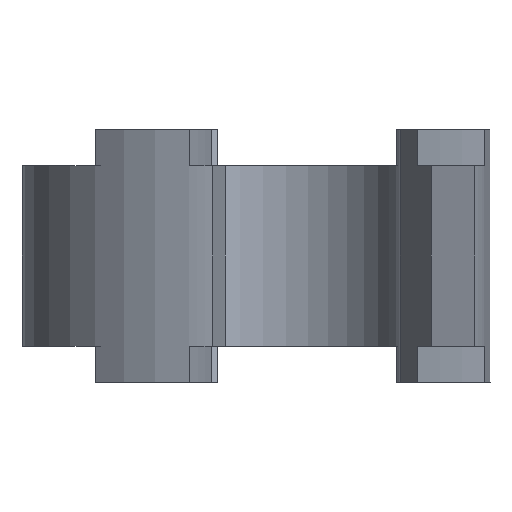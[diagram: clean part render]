
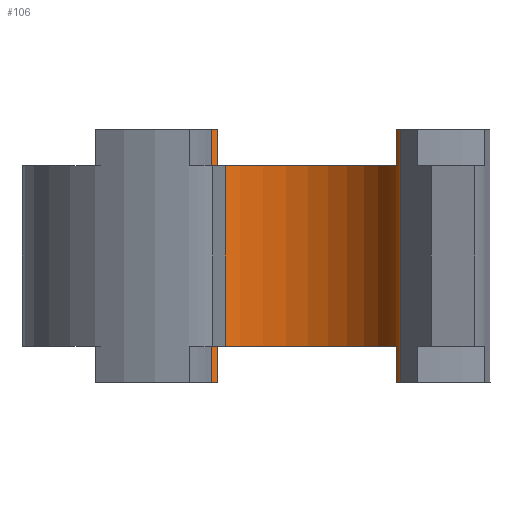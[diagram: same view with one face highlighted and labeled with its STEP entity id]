
A CAD part, left-side view. The second image highlights one B-rep face of the part: STEP entity #106.
In plain terms, the highlighted cylindrical face has radius 8 mm (diameter 16 mm), a partial arc.
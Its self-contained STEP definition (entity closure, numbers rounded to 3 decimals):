
#106 = ADVANCED_FACE( '', ( #249 ), #250, .F. );
#249 = FACE_OUTER_BOUND( '', #723, .T. );
#250 = CYLINDRICAL_SURFACE( '', #724, 8. );
#723 = EDGE_LOOP( '', ( #1987, #1988, #1989, #1990, #1991, #1992, #1993, #1994, #1995, #1996, #1997, #1998, #1999, #2000, #2001, #2002, #2003, #2004, #2005, #2006 ) );
#724 = AXIS2_PLACEMENT_3D( '', #2007, #2008, #2009 );
#1987 = ORIENTED_EDGE( '', *, *, #2426, .F. );
#1988 = ORIENTED_EDGE( '', *, *, #2427, .F. );
#1989 = ORIENTED_EDGE( '', *, *, #2428, .T. );
#1990 = ORIENTED_EDGE( '', *, *, #2429, .F. );
#1991 = ORIENTED_EDGE( '', *, *, #2430, .F. );
#1992 = ORIENTED_EDGE( '', *, *, #2431, .T. );
#1993 = ORIENTED_EDGE( '', *, *, #2367, .F. );
#1994 = ORIENTED_EDGE( '', *, *, #2432, .F. );
#1995 = ORIENTED_EDGE( '', *, *, #2433, .T. );
#1996 = ORIENTED_EDGE( '', *, *, #2434, .T. );
#1997 = ORIENTED_EDGE( '', *, *, #2435, .F. );
#1998 = ORIENTED_EDGE( '', *, *, #2436, .F. );
#1999 = ORIENTED_EDGE( '', *, *, #2391, .T. );
#2000 = ORIENTED_EDGE( '', *, *, #2437, .T. );
#2001 = ORIENTED_EDGE( '', *, *, #2438, .F. );
#2002 = ORIENTED_EDGE( '', *, *, #2439, .F. );
#2003 = ORIENTED_EDGE( '', *, *, #2440, .F. );
#2004 = ORIENTED_EDGE( '', *, *, #2441, .F. );
#2005 = ORIENTED_EDGE( '', *, *, #2442, .T. );
#2006 = ORIENTED_EDGE( '', *, *, #2410, .F. );
#2007 = CARTESIAN_POINT( '', ( 0., 0., 54. ) );
#2008 = DIRECTION( '', ( 0., 0., -1. ) );
#2009 = DIRECTION( '', ( 1., 0., 0. ) );
#2367 = EDGE_CURVE( '', #2570, #2571, #2572, .T. );
#2391 = EDGE_CURVE( '', #2614, #2612, #2615, .T. );
#2410 = EDGE_CURVE( '', #2641, #2643, #2644, .T. );
#2426 = EDGE_CURVE( '', #2668, #2641, #2669, .T. );
#2427 = EDGE_CURVE( '', #2670, #2668, #2671, .T. );
#2428 = EDGE_CURVE( '', #2670, #2672, #2673, .T. );
#2429 = EDGE_CURVE( '', #2674, #2672, #2675, .T. );
#2430 = EDGE_CURVE( '', #2676, #2674, #2677, .F. );
#2431 = EDGE_CURVE( '', #2676, #2571, #2678, .T. );
#2432 = EDGE_CURVE( '', #2679, #2570, #2680, .T. );
#2433 = EDGE_CURVE( '', #2679, #2681, #2682, .T. );
#2434 = EDGE_CURVE( '', #2681, #2683, #2684, .T. );
#2435 = EDGE_CURVE( '', #2685, #2683, #2686, .T. );
#2436 = EDGE_CURVE( '', #2614, #2685, #2687, .T. );
#2437 = EDGE_CURVE( '', #2612, #2688, #2689, .T. );
#2438 = EDGE_CURVE( '', #2690, #2688, #2691, .T. );
#2439 = EDGE_CURVE( '', #2692, #2690, #2693, .T. );
#2440 = EDGE_CURVE( '', #2694, #2692, #2695, .T. );
#2441 = EDGE_CURVE( '', #2696, #2694, #2697, .T. );
#2442 = EDGE_CURVE( '', #2696, #2643, #2698, .T. );
#2570 = VERTEX_POINT( '', #2860 );
#2571 = VERTEX_POINT( '', #2861 );
#2572 = LINE( '', #2862, #2863 );
#2612 = VERTEX_POINT( '', #3153 );
#2614 = VERTEX_POINT( '', #3155 );
#2615 = LINE( '', #3156, #3157 );
#2641 = VERTEX_POINT( '', #3291 );
#2643 = VERTEX_POINT( '', #3293 );
#2644 = CIRCLE( '', #3294, 8. );
#2668 = VERTEX_POINT( '', #3323 );
#2669 = LINE( '', #3324, #3325 );
#2670 = VERTEX_POINT( '', #3326 );
#2671 = CIRCLE( '', #3327, 8. );
#2672 = VERTEX_POINT( '', #3328 );
#2673 = LINE( '', #3329, #3330 );
#2674 = VERTEX_POINT( '', #3331 );
#2675 = CIRCLE( '', #3332, 8. );
#2676 = VERTEX_POINT( '', #3333 );
#2677 = LINE( '', #3334, #3335 );
#2678 = CIRCLE( '', #3336, 8. );
#2679 = VERTEX_POINT( '', #3337 );
#2680 = CIRCLE( '', #3338, 8. );
#2681 = VERTEX_POINT( '', #3339 );
#2682 = LINE( '', #3340, #3341 );
#2683 = VERTEX_POINT( '', #3342 );
#2684 = CIRCLE( '', #3343, 8. );
#2685 = VERTEX_POINT( '', #3344 );
#2686 = LINE( '', #3345, #3346 );
#2687 = CIRCLE( '', #3347, 8. );
#2688 = VERTEX_POINT( '', #3348 );
#2689 = CIRCLE( '', #3349, 8. );
#2690 = VERTEX_POINT( '', #3350 );
#2691 = LINE( '', #3351, #3352 );
#2692 = VERTEX_POINT( '', #3353 );
#2693 = CIRCLE( '', #3354, 8. );
#2694 = VERTEX_POINT( '', #3355 );
#2695 = LINE( '', #3356, #3357 );
#2696 = VERTEX_POINT( '', #3358 );
#2697 = CIRCLE( '', #3359, 8. );
#2698 = LINE( '', #3360, #3361 );
#2860 = CARTESIAN_POINT( '', ( 1.98, -7.751, 5. ) );
#2861 = CARTESIAN_POINT( '', ( 1.98, -7.751, 7. ) );
#2862 = CARTESIAN_POINT( '', ( 1.98, -7.751, 5. ) );
#2863 = VECTOR( '', #3866, 1000. );
#3153 = CARTESIAN_POINT( '', ( -5.723, 5.59, 7. ) );
#3155 = CARTESIAN_POINT( '', ( -5.723, 5.59, 5. ) );
#3156 = CARTESIAN_POINT( '', ( -5.723, 5.59, 5. ) );
#3157 = VECTOR( '', #3894, 1000. );
#3291 = CARTESIAN_POINT( '', ( 7.703, 2.161, -7. ) );
#3293 = CARTESIAN_POINT( '', ( 5.723, 5.59, -7. ) );
#3294 = AXIS2_PLACEMENT_3D( '', #3925, #3926, #3927 );
#3323 = CARTESIAN_POINT( '', ( 7.703, 2.161, -5. ) );
#3324 = CARTESIAN_POINT( '', ( 7.703, 2.161, -5. ) );
#3325 = VECTOR( '', #3951, 1000. );
#3326 = CARTESIAN_POINT( '', ( 1.98, -7.751, -5. ) );
#3327 = AXIS2_PLACEMENT_3D( '', #3952, #3953, #3954 );
#3328 = CARTESIAN_POINT( '', ( 1.98, -7.751, -7. ) );
#3329 = CARTESIAN_POINT( '', ( 1.98, -7.751, -5. ) );
#3330 = VECTOR( '', #3955, 1000. );
#3331 = CARTESIAN_POINT( '', ( -0.615, -7.976, -7. ) );
#3332 = AXIS2_PLACEMENT_3D( '', #3956, #3957, #3958 );
#3333 = CARTESIAN_POINT( '', ( -0.615, -7.976, 7. ) );
#3334 = CARTESIAN_POINT( '', ( -0.615, -7.976, 54. ) );
#3335 = VECTOR( '', #3959, 1000. );
#3336 = AXIS2_PLACEMENT_3D( '', #3960, #3961, #3962 );
#3337 = CARTESIAN_POINT( '', ( 7.703, 2.161, 5. ) );
#3338 = AXIS2_PLACEMENT_3D( '', #3963, #3964, #3965 );
#3339 = CARTESIAN_POINT( '', ( 7.703, 2.161, 7. ) );
#3340 = CARTESIAN_POINT( '', ( 7.703, 2.161, 5. ) );
#3341 = VECTOR( '', #3966, 1000. );
#3342 = CARTESIAN_POINT( '', ( 5.723, 5.59, 7. ) );
#3343 = AXIS2_PLACEMENT_3D( '', #3967, #3968, #3969 );
#3344 = CARTESIAN_POINT( '', ( 5.723, 5.59, 5. ) );
#3345 = CARTESIAN_POINT( '', ( 5.723, 5.59, 5. ) );
#3346 = VECTOR( '', #3970, 1000. );
#3347 = AXIS2_PLACEMENT_3D( '', #3971, #3972, #3973 );
#3348 = CARTESIAN_POINT( '', ( -7.215, 3.455, 7. ) );
#3349 = AXIS2_PLACEMENT_3D( '', #3974, #3975, #3976 );
#3350 = CARTESIAN_POINT( '', ( -7.215, 3.455, -7. ) );
#3351 = CARTESIAN_POINT( '', ( -7.215, 3.455, 54. ) );
#3352 = VECTOR( '', #3977, 1000. );
#3353 = CARTESIAN_POINT( '', ( -5.723, 5.59, -7. ) );
#3354 = AXIS2_PLACEMENT_3D( '', #3978, #3979, #3980 );
#3355 = CARTESIAN_POINT( '', ( -5.723, 5.59, -5. ) );
#3356 = CARTESIAN_POINT( '', ( -5.723, 5.59, -5. ) );
#3357 = VECTOR( '', #3981, 1000. );
#3358 = CARTESIAN_POINT( '', ( 5.723, 5.59, -5. ) );
#3359 = AXIS2_PLACEMENT_3D( '', #3982, #3983, #3984 );
#3360 = CARTESIAN_POINT( '', ( 5.723, 5.59, -5. ) );
#3361 = VECTOR( '', #3985, 1000. );
#3866 = DIRECTION( '', ( 0., 0., 1. ) );
#3894 = DIRECTION( '', ( 0., 0., 1. ) );
#3925 = CARTESIAN_POINT( '', ( 0., 0., -7. ) );
#3926 = DIRECTION( '', ( 0., 0., 1. ) );
#3927 = DIRECTION( '', ( 1., 0., 0. ) );
#3951 = DIRECTION( '', ( 0., 0., -1. ) );
#3952 = CARTESIAN_POINT( '', ( 0., 0., -5. ) );
#3953 = DIRECTION( '', ( 0., 0., 1. ) );
#3954 = DIRECTION( '', ( 1., 0., 0. ) );
#3955 = DIRECTION( '', ( 0., 0., -1. ) );
#3956 = CARTESIAN_POINT( '', ( 0., 0., -7. ) );
#3957 = DIRECTION( '', ( 0., 0., 1. ) );
#3958 = DIRECTION( '', ( 1., 0., 0. ) );
#3959 = DIRECTION( '', ( 0., 0., 1. ) );
#3960 = CARTESIAN_POINT( '', ( 0., 0., 7. ) );
#3961 = DIRECTION( '', ( 0., 0., 1. ) );
#3962 = DIRECTION( '', ( 1., 0., 0. ) );
#3963 = CARTESIAN_POINT( '', ( 0., 0., 5. ) );
#3964 = DIRECTION( '', ( 0., 0., -1. ) );
#3965 = DIRECTION( '', ( -1., 0., 0. ) );
#3966 = DIRECTION( '', ( 0., 0., 1. ) );
#3967 = CARTESIAN_POINT( '', ( 0., 0., 7. ) );
#3968 = DIRECTION( '', ( 0., 0., 1. ) );
#3969 = DIRECTION( '', ( 1., 0., 0. ) );
#3970 = DIRECTION( '', ( 0., 0., 1. ) );
#3971 = CARTESIAN_POINT( '', ( 0., 0., 5. ) );
#3972 = DIRECTION( '', ( 0., 0., -1. ) );
#3973 = DIRECTION( '', ( -1., 0., 0. ) );
#3974 = CARTESIAN_POINT( '', ( 0., 0., 7. ) );
#3975 = DIRECTION( '', ( 0., 0., 1. ) );
#3976 = DIRECTION( '', ( 1., 0., 0. ) );
#3977 = DIRECTION( '', ( 0., 0., 1. ) );
#3978 = CARTESIAN_POINT( '', ( 0., 0., -7. ) );
#3979 = DIRECTION( '', ( 0., 0., 1. ) );
#3980 = DIRECTION( '', ( 1., 0., 0. ) );
#3981 = DIRECTION( '', ( 0., 0., -1. ) );
#3982 = CARTESIAN_POINT( '', ( 0., 0., -5. ) );
#3983 = DIRECTION( '', ( 0., 0., 1. ) );
#3984 = DIRECTION( '', ( 1., 0., 0. ) );
#3985 = DIRECTION( '', ( 0., 0., -1. ) );
